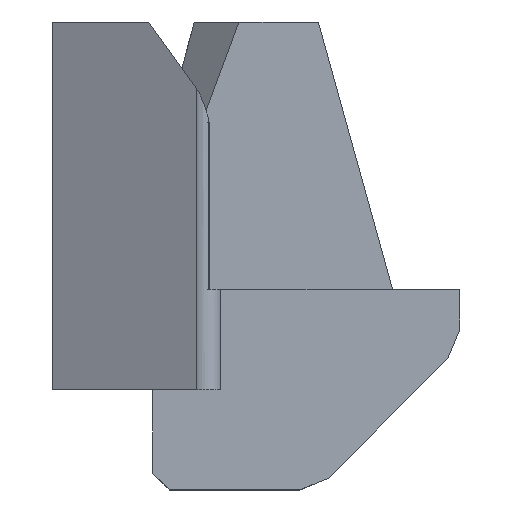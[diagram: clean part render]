
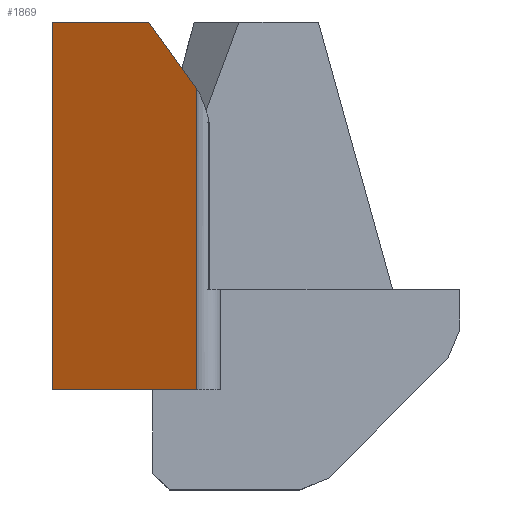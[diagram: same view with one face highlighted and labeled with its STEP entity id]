
A CAD part, left-side view. The second image highlights one B-rep face of the part: STEP entity #1869.
In plain terms, the highlighted planar face has unit normal (-0.894, 0.448, 0).
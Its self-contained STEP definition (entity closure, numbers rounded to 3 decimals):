
#69=PLANE('',#2046);
#162=FACE_OUTER_BOUND('',#266,.T.);
#266=EDGE_LOOP('',(#1623,#1624,#1625,#1626,#1627));
#488=LINE('',#2953,#701);
#540=LINE('',#3078,#753);
#546=LINE('',#3091,#759);
#549=LINE('',#3096,#762);
#551=LINE('',#3101,#764);
#701=VECTOR('',#2363,1000.);
#753=VECTOR('',#2485,1000.);
#759=VECTOR('',#2499,1000.);
#762=VECTOR('',#2504,1000.);
#764=VECTOR('',#2512,1000.);
#919=VERTEX_POINT('',#2950);
#920=VERTEX_POINT('',#2952);
#958=VERTEX_POINT('',#3076);
#961=VERTEX_POINT('',#3089);
#962=VERTEX_POINT('',#3094);
#1131=EDGE_CURVE('',#919,#920,#488,.T.);
#1197=EDGE_CURVE('',#919,#958,#540,.T.);
#1205=EDGE_CURVE('',#961,#958,#546,.T.);
#1208=EDGE_CURVE('',#961,#962,#549,.T.);
#1210=EDGE_CURVE('',#962,#920,#551,.T.);
#1623=ORIENTED_EDGE('',*,*,#1131,.F.);
#1624=ORIENTED_EDGE('',*,*,#1197,.T.);
#1625=ORIENTED_EDGE('',*,*,#1205,.F.);
#1626=ORIENTED_EDGE('',*,*,#1208,.T.);
#1627=ORIENTED_EDGE('',*,*,#1210,.T.);
#1869=ADVANCED_FACE('',(#162),#69,.T.);
#2046=AXIS2_PLACEMENT_3D('',#3102,#2513,#2514);
#2363=DIRECTION('',(0.,0.,1.));
#2485=DIRECTION('',(-0.448,-0.894,0.));
#2499=DIRECTION('',(0.,0.,-1.));
#2504=DIRECTION('',(0.281,0.56,0.78));
#2512=DIRECTION('',(0.448,0.894,0.));
#2513=DIRECTION('center_axis',(-0.894,0.448,0.));
#2514=DIRECTION('ref_axis',(-0.448,-0.894,0.));
#2950=CARTESIAN_POINT('',(-26.,-42.624,6.));
#2952=CARTESIAN_POINT('',(-26.,-42.624,28.));
#2953=CARTESIAN_POINT('',(-26.,-42.624,6.));
#3076=CARTESIAN_POINT('',(-30.32,-51.241,6.));
#3078=CARTESIAN_POINT('',(-26.,-42.624,6.));
#3089=CARTESIAN_POINT('',(-30.32,-51.241,24.019));
#3091=CARTESIAN_POINT('',(-30.32,-51.241,12.));
#3094=CARTESIAN_POINT('',(-28.888,-48.385,28.));
#3096=CARTESIAN_POINT('',(-30.32,-51.241,24.019));
#3101=CARTESIAN_POINT('',(-28.888,-48.385,28.));
#3102=CARTESIAN_POINT('Origin',(-26.,-42.624,12.));
